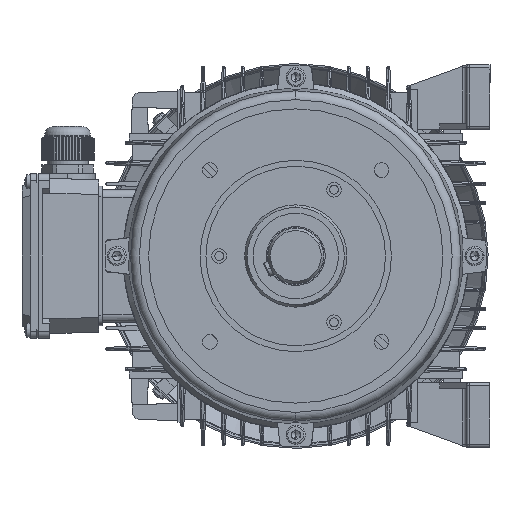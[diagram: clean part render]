
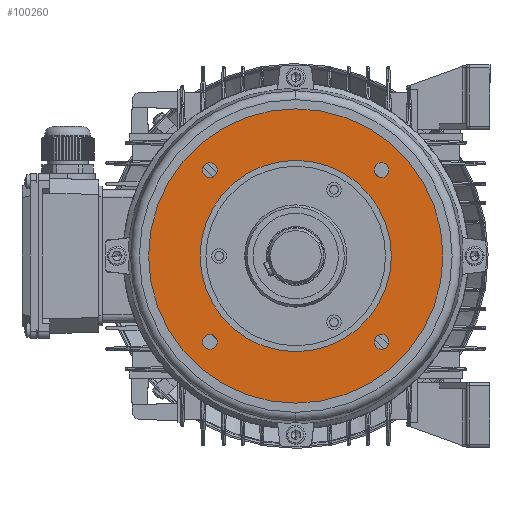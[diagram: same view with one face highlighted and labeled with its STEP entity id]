
A CAD part, left-side view. The second image highlights one B-rep face of the part: STEP entity #100260.
In plain terms, the highlighted planar face has unit normal (-1, 0, 0).
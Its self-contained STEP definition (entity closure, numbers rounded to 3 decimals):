
#56636 = CARTESIAN_POINT ( 'NONE',  ( 3.5, -58.336, -58.336 ) ) ;
#56694 = DIRECTION ( 'NONE',  ( 0., 0., -1. ) ) ;
#56695 = DIRECTION ( 'NONE',  ( 1., 0., 0. ) ) ;
#56696 = AXIS2_PLACEMENT_3D ( 'NONE', #56636, #56695, #56694 ) ;
#56697 = CIRCLE ( 'NONE', #56696, 5. ) ;
#56722 = CIRCLE ( 'NONE', #56770, 65. ) ;
#56743 = AXIS2_PLACEMENT_3D ( 'NONE', #56744, #56807, #56806 ) ;
#56744 = CARTESIAN_POINT ( 'NONE',  ( 3.5, 65., 0. ) ) ;
#56745 = PLANE ( 'NONE',  #56743 ) ;
#56747 = FACE_OUTER_BOUND ( 'NONE', #100227, .T. ) ;
#56748 = FACE_BOUND ( 'NONE', #100212, .T. ) ;
#56749 = FACE_BOUND ( 'NONE', #100330, .T. ) ;
#56750 = FACE_BOUND ( 'NONE', #100160, .T. ) ;
#56751 = FACE_BOUND ( 'NONE', #100144, .T. ) ;
#56752 = FACE_BOUND ( 'NONE', #100262, .T. ) ;
#56767 = DIRECTION ( 'NONE',  ( 0., 0., 1. ) ) ;
#56768 = DIRECTION ( 'NONE',  ( -1., 0., 0. ) ) ;
#56769 = CARTESIAN_POINT ( 'NONE',  ( 3.5, 0., 0. ) ) ;
#56770 = AXIS2_PLACEMENT_3D ( 'NONE', #56769, #56768, #56767 ) ;
#56794 = DIRECTION ( 'NONE',  ( 0., 0., -1. ) ) ;
#56795 = DIRECTION ( 'NONE',  ( 1., 0., 0. ) ) ;
#56796 = CARTESIAN_POINT ( 'NONE',  ( 3.5, -58.336, 58.336 ) ) ;
#56797 = AXIS2_PLACEMENT_3D ( 'NONE', #56796, #56795, #56794 ) ;
#56798 = CIRCLE ( 'NONE', #56797, 5. ) ;
#56806 = DIRECTION ( 'NONE',  ( 0., 0., -1. ) ) ;
#56807 = DIRECTION ( 'NONE',  ( 1., 0., 0. ) ) ;
#56847 = DIRECTION ( 'NONE',  ( 0., 0., -1. ) ) ;
#56848 = DIRECTION ( 'NONE',  ( 1., 0., 0. ) ) ;
#56849 = CARTESIAN_POINT ( 'NONE',  ( 3.5, 58.336, 58.336 ) ) ;
#56850 = AXIS2_PLACEMENT_3D ( 'NONE', #56849, #56848, #56847 ) ;
#56851 = CIRCLE ( 'NONE', #56850, 5. ) ;
#56856 = DIRECTION ( 'NONE',  ( 0., 0., -1. ) ) ;
#56857 = DIRECTION ( 'NONE',  ( 1., 0., 0. ) ) ;
#56858 = CARTESIAN_POINT ( 'NONE',  ( 3.5, 58.336, -58.336 ) ) ;
#56859 = AXIS2_PLACEMENT_3D ( 'NONE', #56858, #56857, #56856 ) ;
#56865 = CIRCLE ( 'NONE', #56859, 5. ) ;
#56902 = DIRECTION ( 'NONE',  ( 0., 0., 1. ) ) ;
#56903 = DIRECTION ( 'NONE',  ( -1., 0., 0. ) ) ;
#56904 = AXIS2_PLACEMENT_3D ( 'NONE', #56909, #56903, #56902 ) ;
#56905 = CIRCLE ( 'NONE', #56904, 100. ) ;
#56909 = CARTESIAN_POINT ( 'NONE',  ( 3.5, 0., 0. ) ) ;
#100141 = ORIENTED_EDGE ( 'NONE', *, *, #119548, .T. ) ;
#100144 = EDGE_LOOP ( 'NONE', ( #100150, #100157 ) ) ;
#100150 = ORIENTED_EDGE ( 'NONE', *, *, #100154, .T. ) ;
#100154 = EDGE_CURVE ( 'NONE', #119503, #119495, #56697, .T. ) ;
#100157 = ORIENTED_EDGE ( 'NONE', *, *, #119376, .T. ) ;
#100160 = EDGE_LOOP ( 'NONE', ( #100317, #100326 ) ) ;
#100208 = ORIENTED_EDGE ( 'NONE', *, *, #119487, .T. ) ;
#100212 = EDGE_LOOP ( 'NONE', ( #100217, #100223 ) ) ;
#100217 = ORIENTED_EDGE ( 'NONE', *, *, #121247, .F. ) ;
#100223 = ORIENTED_EDGE ( 'NONE', *, *, #100239, .F. ) ;
#100227 = EDGE_LOOP ( 'NONE', ( #100230, #100386 ) ) ;
#100230 = ORIENTED_EDGE ( 'NONE', *, *, #121318, .T. ) ;
#100239 = EDGE_CURVE ( 'NONE', #121252, #121250, #56722, .T. ) ;
#100260 = ADVANCED_FACE ( 'NONE', ( #56752, #56751, #56750, #56749, #56748, #56747 ), #56745, .F. ) ;
#100262 = EDGE_LOOP ( 'NONE', ( #100267, #100141 ) ) ;
#100267 = ORIENTED_EDGE ( 'NONE', *, *, #100271, .T. ) ;
#100271 = EDGE_CURVE ( 'NONE', #119553, #119551, #56798, .T. ) ;
#100317 = ORIENTED_EDGE ( 'NONE', *, *, #100322, .T. ) ;
#100322 = EDGE_CURVE ( 'NONE', #119544, #119542, #56865, .T. ) ;
#100326 = ORIENTED_EDGE ( 'NONE', *, *, #119539, .T. ) ;
#100330 = EDGE_LOOP ( 'NONE', ( #100337, #100208 ) ) ;
#100337 = ORIENTED_EDGE ( 'NONE', *, *, #100341, .T. ) ;
#100341 = EDGE_CURVE ( 'NONE', #119491, #119489, #56851, .T. ) ;
#100386 = ORIENTED_EDGE ( 'NONE', *, *, #100390, .T. ) ;
#100390 = EDGE_CURVE ( 'NONE', #121312, #121232, #56905, .T. ) ;
#119376 = EDGE_CURVE ( 'NONE', #119495, #119503, #171718, .T. ) ;
#119487 = EDGE_CURVE ( 'NONE', #119489, #119491, #171913, .T. ) ;
#119489 = VERTEX_POINT ( 'NONE', #172014 ) ;
#119491 = VERTEX_POINT ( 'NONE', #171992 ) ;
#119495 = VERTEX_POINT ( 'NONE', #171974 ) ;
#119503 = VERTEX_POINT ( 'NONE', #171972 ) ;
#119539 = EDGE_CURVE ( 'NONE', #119542, #119544, #172201, .T. ) ;
#119542 = VERTEX_POINT ( 'NONE', #172186 ) ;
#119544 = VERTEX_POINT ( 'NONE', #172183 ) ;
#119548 = EDGE_CURVE ( 'NONE', #119551, #119553, #172178, .T. ) ;
#119551 = VERTEX_POINT ( 'NONE', #172161 ) ;
#119553 = VERTEX_POINT ( 'NONE', #172160 ) ;
#121232 = VERTEX_POINT ( 'NONE', #176871 ) ;
#121247 = EDGE_CURVE ( 'NONE', #121250, #121252, #177012, .T. ) ;
#121250 = VERTEX_POINT ( 'NONE', #177005 ) ;
#121252 = VERTEX_POINT ( 'NONE', #177004 ) ;
#121312 = VERTEX_POINT ( 'NONE', #177144 ) ;
#121318 = EDGE_CURVE ( 'NONE', #121232, #121312, #177248, .T. ) ;
#171711 = DIRECTION ( 'NONE',  ( 0., 0., -1. ) ) ;
#171713 = DIRECTION ( 'NONE',  ( 1., 0., 0. ) ) ;
#171714 = CARTESIAN_POINT ( 'NONE',  ( 3.5, -58.336, -58.336 ) ) ;
#171716 = AXIS2_PLACEMENT_3D ( 'NONE', #171714, #171713, #171711 ) ;
#171718 = CIRCLE ( 'NONE', #171716, 5. ) ;
#171909 = DIRECTION ( 'NONE',  ( 0., 0., -1. ) ) ;
#171910 = DIRECTION ( 'NONE',  ( 1., 0., 0. ) ) ;
#171911 = CARTESIAN_POINT ( 'NONE',  ( 3.5, 58.336, 58.336 ) ) ;
#171912 = AXIS2_PLACEMENT_3D ( 'NONE', #171911, #171910, #171909 ) ;
#171913 = CIRCLE ( 'NONE', #171912, 5. ) ;
#171972 = CARTESIAN_POINT ( 'NONE',  ( 3.5, -58.336, -63.336 ) ) ;
#171974 = CARTESIAN_POINT ( 'NONE',  ( 3.5, -58.336, -53.336 ) ) ;
#171992 = CARTESIAN_POINT ( 'NONE',  ( 3.5, 58.336, 53.336 ) ) ;
#172014 = CARTESIAN_POINT ( 'NONE',  ( 3.5, 58.336, 63.336 ) ) ;
#172089 = CARTESIAN_POINT ( 'NONE',  ( 3.5, 58.336, -58.336 ) ) ;
#172160 = CARTESIAN_POINT ( 'NONE',  ( 3.5, -58.336, 53.336 ) ) ;
#172161 = CARTESIAN_POINT ( 'NONE',  ( 3.5, -58.336, 63.336 ) ) ;
#172163 = DIRECTION ( 'NONE',  ( 0., 0., -1. ) ) ;
#172165 = DIRECTION ( 'NONE',  ( 1., 0., 0. ) ) ;
#172167 = CARTESIAN_POINT ( 'NONE',  ( 3.5, -58.336, 58.336 ) ) ;
#172169 = AXIS2_PLACEMENT_3D ( 'NONE', #172167, #172165, #172163 ) ;
#172178 = CIRCLE ( 'NONE', #172169, 5. ) ;
#172183 = CARTESIAN_POINT ( 'NONE',  ( 3.5, 58.336, -63.336 ) ) ;
#172186 = CARTESIAN_POINT ( 'NONE',  ( 3.5, 58.336, -53.336 ) ) ;
#172196 = DIRECTION ( 'NONE',  ( 0., 0., -1. ) ) ;
#172199 = DIRECTION ( 'NONE',  ( 1., 0., 0. ) ) ;
#172200 = AXIS2_PLACEMENT_3D ( 'NONE', #172089, #172199, #172196 ) ;
#172201 = CIRCLE ( 'NONE', #172200, 5. ) ;
#176871 = CARTESIAN_POINT ( 'NONE',  ( 3.5, 0., 100. ) ) ;
#177004 = CARTESIAN_POINT ( 'NONE',  ( 3.5, 0., -65. ) ) ;
#177005 = CARTESIAN_POINT ( 'NONE',  ( 3.5, 0., 65. ) ) ;
#177007 = DIRECTION ( 'NONE',  ( 0., 0., 1. ) ) ;
#177009 = DIRECTION ( 'NONE',  ( -1., 0., 0. ) ) ;
#177010 = CARTESIAN_POINT ( 'NONE',  ( 3.5, 0., 0. ) ) ;
#177011 = AXIS2_PLACEMENT_3D ( 'NONE', #177010, #177009, #177007 ) ;
#177012 = CIRCLE ( 'NONE', #177011, 65. ) ;
#177144 = CARTESIAN_POINT ( 'NONE',  ( 3.5, 0., -100. ) ) ;
#177244 = DIRECTION ( 'NONE',  ( 0., 0., 1. ) ) ;
#177245 = DIRECTION ( 'NONE',  ( -1., 0., 0. ) ) ;
#177246 = CARTESIAN_POINT ( 'NONE',  ( 3.5, 0., 0. ) ) ;
#177247 = AXIS2_PLACEMENT_3D ( 'NONE', #177246, #177245, #177244 ) ;
#177248 = CIRCLE ( 'NONE', #177247, 100. ) ;
